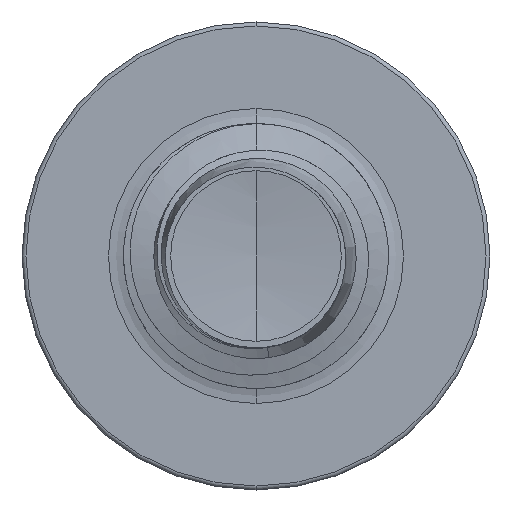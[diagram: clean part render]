
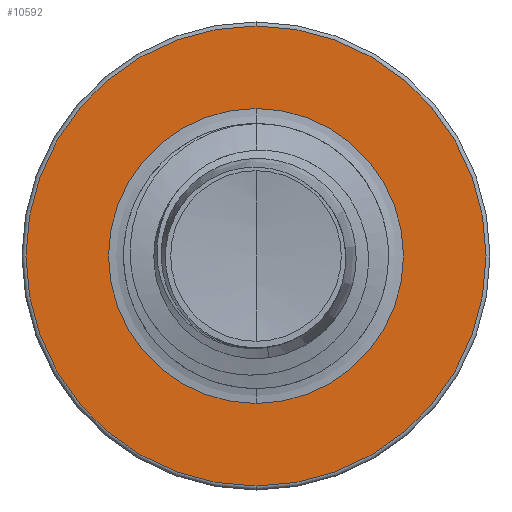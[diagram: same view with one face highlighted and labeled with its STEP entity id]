
A CAD part, front view. The second image highlights one B-rep face of the part: STEP entity #10592.
In plain terms, the highlighted planar face has unit normal (0, -1, 0).
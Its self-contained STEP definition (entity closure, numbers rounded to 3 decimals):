
#578 = PLANE ( 'NONE',  #1065 ) ;
#783 = CARTESIAN_POINT ( 'NONE',  ( 0., 3., -1.67 ) ) ;
#1065 = AXIS2_PLACEMENT_3D ( 'NONE', #4894, #11760, #6834 ) ;
#1278 = AXIS2_PLACEMENT_3D ( 'NONE', #4745, #10853, #5683 ) ;
#1317 = CARTESIAN_POINT ( 'NONE',  ( 0., 3., 2.605 ) ) ;
#1352 = ORIENTED_EDGE ( 'NONE', *, *, #11467, .F. ) ;
#1466 = ORIENTED_EDGE ( 'NONE', *, *, #7842, .F. ) ;
#1657 = ORIENTED_EDGE ( 'NONE', *, *, #8419, .T. ) ;
#1722 = AXIS2_PLACEMENT_3D ( 'NONE', #8428, #8415, #8407 ) ;
#1797 = ORIENTED_EDGE ( 'NONE', *, *, #3989, .T. ) ;
#2327 = VERTEX_POINT ( 'NONE', #1317 ) ;
#2845 = CARTESIAN_POINT ( 'NONE',  ( 0., 3., 1.67 ) ) ;
#3459 = VERTEX_POINT ( 'NONE', #783 ) ;
#3989 = EDGE_CURVE ( 'NONE', #3459, #7349, #8646, .T. ) ;
#4319 = EDGE_LOOP ( 'NONE', ( #1657, #1797 ) ) ;
#4416 = DIRECTION ( 'NONE',  ( 0., 1., 0. ) ) ;
#4653 = CIRCLE ( 'NONE', #7433, 2.605 ) ;
#4668 = CARTESIAN_POINT ( 'NONE',  ( 0., 3., 0. ) ) ;
#4745 = CARTESIAN_POINT ( 'NONE',  ( 0., 3., 0. ) ) ;
#4894 = CARTESIAN_POINT ( 'NONE',  ( 0., 3., -1.67 ) ) ;
#5373 = CIRCLE ( 'NONE', #8924, 1.67 ) ;
#5425 = FACE_BOUND ( 'NONE', #4319, .T. ) ;
#5596 = DIRECTION ( 'NONE',  ( 0., 0., 1. ) ) ;
#5683 = DIRECTION ( 'NONE',  ( 0., 0., 1. ) ) ;
#5739 = FACE_OUTER_BOUND ( 'NONE', #7449, .T. ) ;
#6834 = DIRECTION ( 'NONE',  ( 0., 0., 1. ) ) ;
#7349 = VERTEX_POINT ( 'NONE', #2845 ) ;
#7433 = AXIS2_PLACEMENT_3D ( 'NONE', #4668, #10789, #5596 ) ;
#7449 = EDGE_LOOP ( 'NONE', ( #1352, #1466 ) ) ;
#7842 = EDGE_CURVE ( 'NONE', #11879, #2327, #4653, .T. ) ;
#8407 = DIRECTION ( 'NONE',  ( 0., 0., 1. ) ) ;
#8415 = DIRECTION ( 'NONE',  ( 0., 1., 0. ) ) ;
#8419 = EDGE_CURVE ( 'NONE', #7349, #3459, #5373, .T. ) ;
#8428 = CARTESIAN_POINT ( 'NONE',  ( 0., 3., 0. ) ) ;
#8646 = CIRCLE ( 'NONE', #1722, 1.67 ) ;
#8924 = AXIS2_PLACEMENT_3D ( 'NONE', #9819, #4416, #10570 ) ;
#9273 = CIRCLE ( 'NONE', #1278, 2.605 ) ;
#9819 = CARTESIAN_POINT ( 'NONE',  ( 0., 3., 0. ) ) ;
#10570 = DIRECTION ( 'NONE',  ( 0., 0., 1. ) ) ;
#10592 = ADVANCED_FACE ( 'NONE', ( #5739, #5425 ), #578, .F. ) ;
#10789 = DIRECTION ( 'NONE',  ( 0., 1., 0. ) ) ;
#10853 = DIRECTION ( 'NONE',  ( 0., 1., 0. ) ) ;
#11467 = EDGE_CURVE ( 'NONE', #2327, #11879, #9273, .T. ) ;
#11478 = CARTESIAN_POINT ( 'NONE',  ( 0., 3., -2.605 ) ) ;
#11760 = DIRECTION ( 'NONE',  ( 0., 1., 0. ) ) ;
#11879 = VERTEX_POINT ( 'NONE', #11478 ) ;
